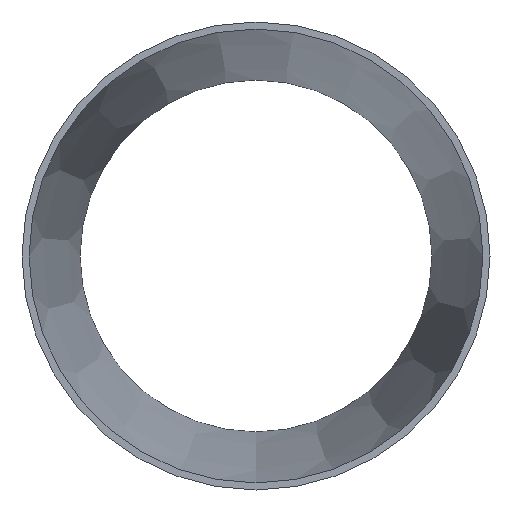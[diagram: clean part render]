
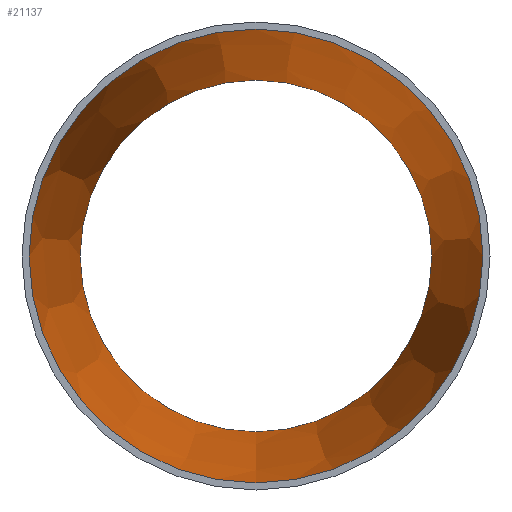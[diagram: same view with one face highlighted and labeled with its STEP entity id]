
A CAD part, front view. The second image highlights one B-rep face of the part: STEP entity #21137.
In plain terms, the highlighted conical face has half-angle 6.513 degrees and reference radius 64.487 mm.
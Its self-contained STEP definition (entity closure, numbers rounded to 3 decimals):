
#723 = EDGE_LOOP ( 'NONE', ( #7809 ) ) ;
#1604 = VERTEX_POINT ( 'NONE', #14301 ) ;
#2344 = CARTESIAN_POINT ( 'NONE',  ( 0., 127., 0. ) ) ;
#2776 = EDGE_CURVE ( 'NONE', #1604, #1604, #11752, .T. ) ;
#3331 = DIRECTION ( 'NONE',  ( 0., -1., 0. ) ) ;
#3469 = CARTESIAN_POINT ( 'NONE',  ( 0., 0., 0. ) ) ;
#3484 = FACE_BOUND ( 'NONE', #5597, .T. ) ;
#4549 = DIRECTION ( 'NONE',  ( 0., -1., 0. ) ) ;
#4674 = CIRCLE ( 'NONE', #23677, 49.987 ) ;
#5597 = EDGE_LOOP ( 'NONE', ( #19762 ) ) ;
#6105 = DIRECTION ( 'NONE',  ( 0., 0., -1. ) ) ;
#7757 = FACE_OUTER_BOUND ( 'NONE', #723, .T. ) ;
#7809 = ORIENTED_EDGE ( 'NONE', *, *, #2776, .T. ) ;
#7946 = CONICAL_SURFACE ( 'NONE', #18127, 64.487, 0.114 ) ;
#8697 = DIRECTION ( 'NONE',  ( 0., 0., -1. ) ) ;
#11752 = CIRCLE ( 'NONE', #26366, 64.487 ) ;
#14162 = CARTESIAN_POINT ( 'NONE',  ( 0., 127., -49.987 ) ) ;
#14301 = CARTESIAN_POINT ( 'NONE',  ( 0., 0., -64.487 ) ) ;
#14394 = EDGE_CURVE ( 'NONE', #14711, #14711, #4674, .T. ) ;
#14711 = VERTEX_POINT ( 'NONE', #14162 ) ;
#15632 = DIRECTION ( 'NONE',  ( 0., 0., -1. ) ) ;
#16057 = DIRECTION ( 'NONE',  ( 0., -1., 0. ) ) ;
#18127 = AXIS2_PLACEMENT_3D ( 'NONE', #20762, #16057, #6105 ) ;
#19762 = ORIENTED_EDGE ( 'NONE', *, *, #14394, .F. ) ;
#20762 = CARTESIAN_POINT ( 'NONE',  ( 0., 0., 0. ) ) ;
#21137 = ADVANCED_FACE ( 'NONE', ( #3484, #7757 ), #7946, .F. ) ;
#23677 = AXIS2_PLACEMENT_3D ( 'NONE', #2344, #4549, #8697 ) ;
#26366 = AXIS2_PLACEMENT_3D ( 'NONE', #3469, #3331, #15632 ) ;
